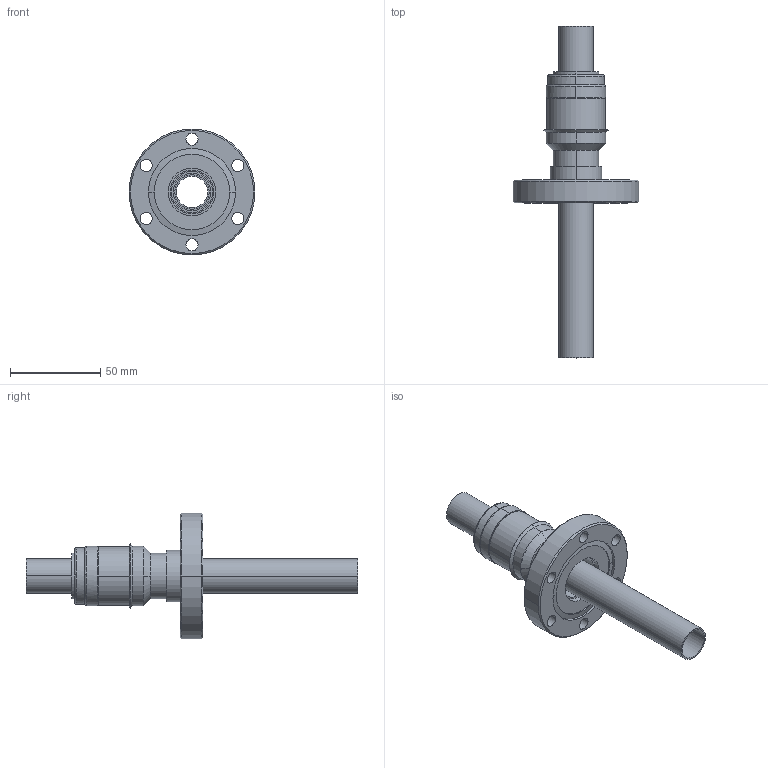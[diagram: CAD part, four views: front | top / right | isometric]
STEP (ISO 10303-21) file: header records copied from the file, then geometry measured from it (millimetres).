
FILE_DESCRIPTION (( 'STEP AP203' ), '1' );
FILE_NAME ('A0236-1-CF.STEP', '2013-06-03T13:07:33', ( '' ), ( '' ), 'SwSTEP 2.0', 'SolidWorks 2012', '' );
FILE_SCHEMA (( 'CONFIG_CONTROL_DESIGN' ));
Length unit declared in the file: inch
Products named in the file (1): A0236-1-CF
Bounding box: 69.85 x 184.15 x 69.85 mm (x, y, z)
Volume: 62954.8 mm3; surface area: 45473.9 mm2
Topology: 1 solids, 1 shells, 98 faces, 222 edges, 138 vertices
Faces by surface type: cylinder 54, cone 24, plane 14, bspline 6
Entity records: 3551 total; most frequent: CARTESIAN_POINT 1155, DIRECTION 540, ORIENTED_EDGE 444, AXIS2_PLACEMENT_3D 231, EDGE_CURVE 222, VERTEX_POINT 138, CIRCLE 138, EDGE_LOOP 124
